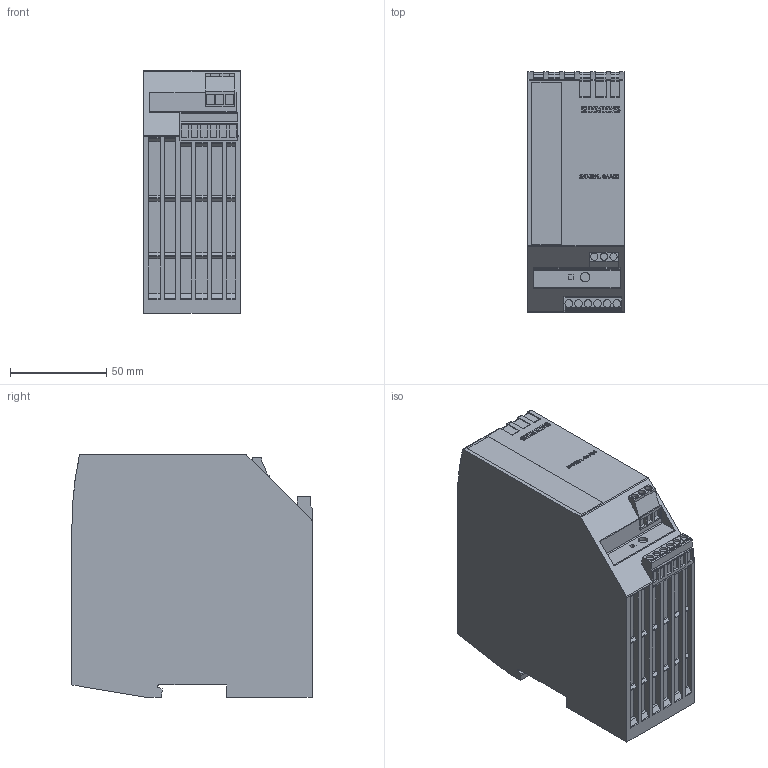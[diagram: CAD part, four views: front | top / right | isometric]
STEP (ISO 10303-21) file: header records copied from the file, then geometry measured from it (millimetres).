
FILE_DESCRIPTION(('STEP AP214'),'1');
FILE_NAME('cctmp_1AF5F3A2-FBC9-4319-B6CE-D0F382F26B2B_2023_07_21_11_26_51_0106..stp','2023-07-21T09:26:52',('SIEMENS A&D'),('CADClick - www.CADClick.com'),'Spatial InterOp 3D postprocessed',' ','unknown authorization');
FILE_SCHEMA(('AUTOMOTIVE_DESIGN'));
Length unit declared in the file: millimetre
Products named in the file (1): 2023_07_21_11_26_51_0074
Bounding box: 50 x 125 x 126.5 mm (x, y, z)
Volume: 719157.2 mm3; surface area: 64649.1 mm2
Topology: 1 solids, 1 shells, 710 faces, 1959 edges, 1306 vertices
Faces by surface type: plane 407, bspline 205, cylinder 98
Entity records: 34126 total; most frequent: CARTESIAN_POINT 15042, ORIENTED_EDGE 3918, DIRECTION 2763, EDGE_CURVE 1959, LINE 1347, VECTOR 1347, VERTEX_POINT 1306, EDGE_LOOP 765
